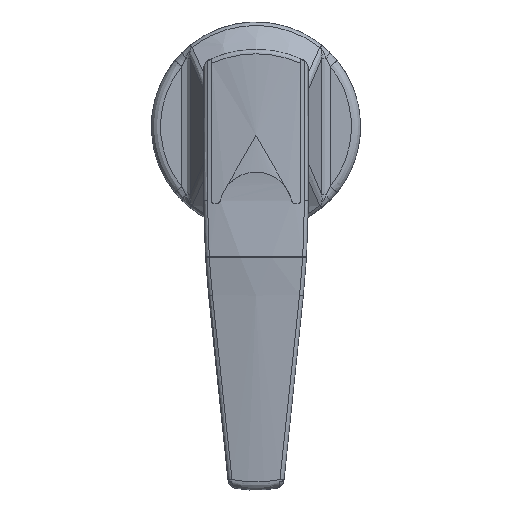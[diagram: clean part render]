
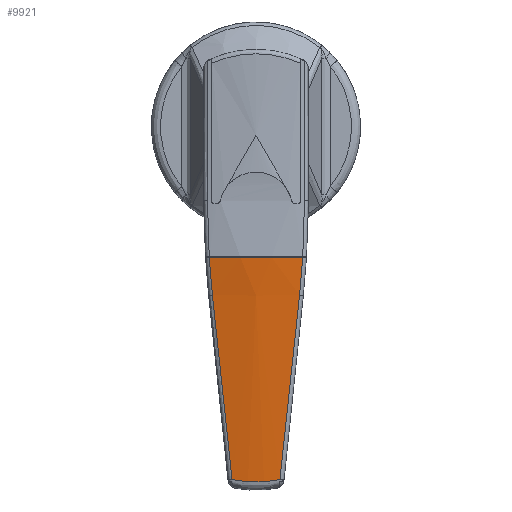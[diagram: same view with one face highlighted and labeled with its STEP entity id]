
A CAD part, front view. The second image highlights one B-rep face of the part: STEP entity #9921.
In plain terms, the highlighted free-form (B-spline) face has degree [1, 2] with [2, 3] control points.
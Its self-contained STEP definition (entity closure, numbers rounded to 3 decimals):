
#6813=CARTESIAN_POINT('',(-38.04,5.263,-77.662));
#6814=VERTEX_POINT('',#6813);
#6815=CARTESIAN_POINT('',(-38.04,-5.263,-77.662));
#6816=VERTEX_POINT('',#6815);
#6817=CARTESIAN_POINT('',(-38.04,5.263,-77.662));
#6818=CARTESIAN_POINT('',(-38.095,4.397,-77.852));
#6819=CARTESIAN_POINT('',(-38.137,3.525,-77.994));
#6820=CARTESIAN_POINT('',(-38.192,1.771,-78.184));
#6821=CARTESIAN_POINT('',(-38.207,0.888,-78.232));
#6822=CARTESIAN_POINT('',(-38.207,-0.888,-78.232));
#6823=CARTESIAN_POINT('',(-38.192,-1.771,-78.184));
#6824=CARTESIAN_POINT('',(-38.137,-3.525,-77.994));
#6825=CARTESIAN_POINT('',(-38.095,-4.397,-77.852));
#6826=CARTESIAN_POINT('',(-38.04,-5.263,-77.662));
#6827=B_SPLINE_CURVE_WITH_KNOTS('',3,(#6817,#6818,#6819,#6820,#6821,#6822,#6823,#6824,#6825,#6826),.UNSPECIFIED.,.F.,.U.,(4,2,2,2,4),(0.0,0.25,0.5,0.75,1.0),.UNSPECIFIED.);
#6828=EDGE_CURVE('',#6814,#6816,#6827,.T.);
#7616=CARTESIAN_POINT('',(-43.095,-10.288,-28.731));
#7617=VERTEX_POINT('',#7616);
#7648=CARTESIAN_POINT('',(-43.095,10.288,-28.731));
#7649=VERTEX_POINT('',#7648);
#7663=CARTESIAN_POINT('',(-43.095,-10.288,-28.731));
#7664=CARTESIAN_POINT('',(-44.885,0.,-28.837));
#7665=CARTESIAN_POINT('',(-43.095,10.288,-28.731));
#7673=(BOUNDED_CURVE()B_SPLINE_CURVE(2,(#7663,#7664,#7665),.UNSPECIFIED.,.F.,.U.)CURVE()GEOMETRIC_REPRESENTATION_ITEM()QUASI_UNIFORM_CURVE()RATIONAL_B_SPLINE_CURVE((1.0,0.985,1.0))REPRESENTATION_ITEM(''));
#7674=EDGE_CURVE('',#7617,#7649,#7673,.T.);
#7924=CARTESIAN_POINT('',(-42.238,9.579,-37.093));
#7925=VERTEX_POINT('',#7924);
#7939=CARTESIAN_POINT('',(-43.095,10.288,-28.731));
#7940=CARTESIAN_POINT('',(-42.8,10.112,-31.523));
#7941=CARTESIAN_POINT('',(-42.515,9.875,-34.31));
#7942=CARTESIAN_POINT('',(-42.238,9.579,-37.093));
#7943=QUASI_UNIFORM_CURVE('',3,(#7939,#7940,#7941,#7942),.UNSPECIFIED.,.F.,.U.);
#7944=EDGE_CURVE('',#7649,#7925,#7943,.T.);
#8005=CARTESIAN_POINT('',(-42.238,-9.579,-37.093));
#8006=VERTEX_POINT('',#8005);
#8030=CARTESIAN_POINT('',(-42.238,-9.579,-37.093));
#8031=CARTESIAN_POINT('',(-42.515,-9.875,-34.31));
#8032=CARTESIAN_POINT('',(-42.8,-10.112,-31.523));
#8033=CARTESIAN_POINT('',(-43.095,-10.288,-28.731));
#8034=QUASI_UNIFORM_CURVE('',3,(#8030,#8031,#8032,#8033),.UNSPECIFIED.,.F.,.U.);
#8035=EDGE_CURVE('',#8006,#7617,#8034,.T.);
#8211=CARTESIAN_POINT('',(-42.238,9.579,-37.093));
#8212=CARTESIAN_POINT('',(-40.229,7.431,-57.285));
#8213=CARTESIAN_POINT('',(-38.04,5.263,-77.662));
#8221=(BOUNDED_CURVE()B_SPLINE_CURVE(2,(#8211,#8212,#8213),.UNSPECIFIED.,.F.,.U.)CURVE()GEOMETRIC_REPRESENTATION_ITEM()QUASI_UNIFORM_CURVE()RATIONAL_B_SPLINE_CURVE((1.0,0.999,1.0))REPRESENTATION_ITEM(''));
#8222=EDGE_CURVE('',#7925,#6814,#8221,.T.);
#8248=CARTESIAN_POINT('',(-38.04,-5.263,-77.662));
#8249=CARTESIAN_POINT('',(-40.229,-7.431,-57.285));
#8250=CARTESIAN_POINT('',(-42.238,-9.579,-37.093));
#8258=(BOUNDED_CURVE()B_SPLINE_CURVE(2,(#8248,#8249,#8250),.UNSPECIFIED.,.F.,.U.)CURVE()GEOMETRIC_REPRESENTATION_ITEM()QUASI_UNIFORM_CURVE()RATIONAL_B_SPLINE_CURVE((1.0,0.999,1.0))REPRESENTATION_ITEM(''));
#8259=EDGE_CURVE('',#6816,#8006,#8258,.T.);
#9899=CARTESIAN_POINT('',(-43.062,11.297,-27.423));
#9900=CARTESIAN_POINT('',(-36.993,11.297,-79.375));
#9901=CARTESIAN_POINT('',(-45.214,-0.001,-27.675));
#9902=CARTESIAN_POINT('',(-39.144,-0.001,-79.626));
#9903=CARTESIAN_POINT('',(-43.062,-11.3,-27.423));
#9904=CARTESIAN_POINT('',(-36.992,-11.3,-79.375));
#9912=(BOUNDED_SURFACE()B_SPLINE_SURFACE(1,2,((#9899,#9901,#9903),(#9900,#9902,#9904)),.UNSPECIFIED.,.F.,.F.,.U.)B_SPLINE_SURFACE_WITH_KNOTS((2,2),(3,3),(0.0,52.305),(0.0,22.8),.UNSPECIFIED.)GEOMETRIC_REPRESENTATION_ITEM()RATIONAL_B_SPLINE_SURFACE(((0.998,0.979,0.996),(0.998,0.979,0.996)))REPRESENTATION_ITEM('')SURFACE());
#9913=ORIENTED_EDGE('',*,*,#8222,.T.);
#9914=ORIENTED_EDGE('',*,*,#6828,.T.);
#9915=ORIENTED_EDGE('',*,*,#8259,.T.);
#9916=ORIENTED_EDGE('',*,*,#8035,.T.);
#9917=ORIENTED_EDGE('',*,*,#7674,.T.);
#9918=ORIENTED_EDGE('',*,*,#7944,.T.);
#9919=EDGE_LOOP('',(#9913,#9914,#9915,#9916,#9917,#9918));
#9920=FACE_OUTER_BOUND('',#9919,.T.);
#9921=ADVANCED_FACE('',(#9920),#9912,.T.);
